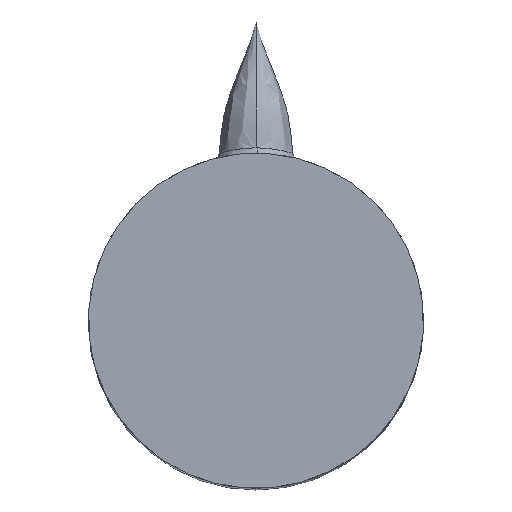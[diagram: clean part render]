
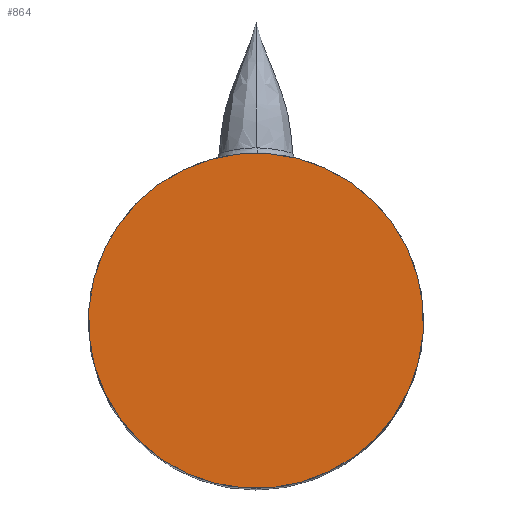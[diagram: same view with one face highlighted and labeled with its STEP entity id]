
A CAD part, top view. The second image highlights one B-rep face of the part: STEP entity #864.
In plain terms, the highlighted planar face has unit normal (0, 0, 1).
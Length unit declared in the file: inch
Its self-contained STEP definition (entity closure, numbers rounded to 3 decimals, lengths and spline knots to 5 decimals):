
#62 = EDGE_LOOP ( 'NONE', ( #369, #582 ) ) ;
#125 = PLANE ( 'NONE',  #516 ) ;
#132 = CIRCLE ( 'NONE', #939, 0.5 ) ;
#145 = CARTESIAN_POINT ( 'NONE',  ( 0.05049, -0.49744, 1.41417 ) ) ;
#181 = CARTESIAN_POINT ( 'NONE',  ( 0., 0., 1.41417 ) ) ;
#220 = CIRCLE ( 'NONE', #801, 0.5 ) ;
#231 = FACE_OUTER_BOUND ( 'NONE', #62, .T. ) ;
#286 = DIRECTION ( 'NONE',  ( 0., 0., -1. ) ) ;
#314 = DIRECTION ( 'NONE',  ( 0.101, -0.995, 0. ) ) ;
#353 = VERTEX_POINT ( 'NONE', #898 ) ;
#369 = ORIENTED_EDGE ( 'NONE', *, *, #819, .F. ) ;
#516 = AXIS2_PLACEMENT_3D ( 'NONE', #998, #836, #314 ) ;
#582 = ORIENTED_EDGE ( 'NONE', *, *, #1118, .F. ) ;
#607 = DIRECTION ( 'NONE',  ( 0., 0., -1. ) ) ;
#673 = VERTEX_POINT ( 'NONE', #145 ) ;
#716 = CARTESIAN_POINT ( 'NONE',  ( 0., 0., 1.41417 ) ) ;
#781 = DIRECTION ( 'NONE',  ( 0.101, -0.995, 0. ) ) ;
#801 = AXIS2_PLACEMENT_3D ( 'NONE', #716, #286, #987 ) ;
#819 = EDGE_CURVE ( 'NONE', #353, #673, #220, .T. ) ;
#836 = DIRECTION ( 'NONE',  ( 0., 0., -1. ) ) ;
#864 = ADVANCED_FACE ( 'NONE', ( #231 ), #125, .F. ) ;
#898 = CARTESIAN_POINT ( 'NONE',  ( -0.05049, 0.49744, 1.41417 ) ) ;
#939 = AXIS2_PLACEMENT_3D ( 'NONE', #181, #607, #781 ) ;
#987 = DIRECTION ( 'NONE',  ( 0.101, -0.995, 0. ) ) ;
#998 = CARTESIAN_POINT ( 'NONE',  ( 0., 0., 1.41417 ) ) ;
#1118 = EDGE_CURVE ( 'NONE', #673, #353, #132, .T. ) ;
